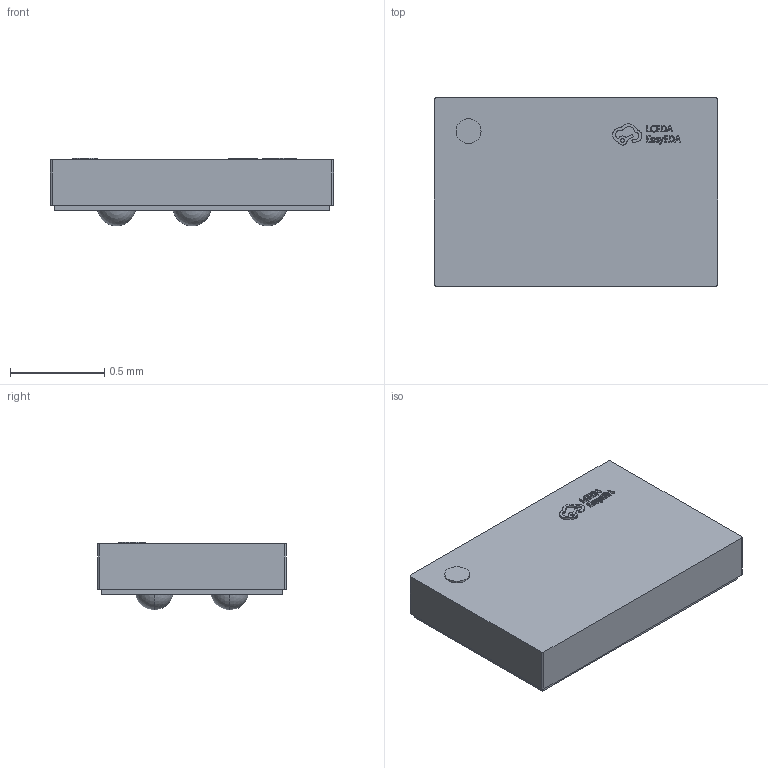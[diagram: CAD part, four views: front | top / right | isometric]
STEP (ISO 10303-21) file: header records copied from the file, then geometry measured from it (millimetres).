
FILE_DESCRIPTION (( 'STEP AP214' ), '1' );
FILE_NAME ('XFBGA-6_L1.5-W1.0-R2-C3-P0.50_BRCC064GWZ-3E2.STEP', '2023-07-01T14:44:04', ( '' ), ( '' ), 'SwSTEP 2.0', 'SolidWorks 2020', '' );
FILE_SCHEMA (( 'AUTOMOTIVE_DESIGN' ));
Length unit declared in the file: millimetre
Products named in the file (1): XFBGA-6_L1.5-W1.0-R2-C3-P0.50_BRCC064GWZ-3E2
Bounding box: 1.5 x 1 x 0.36 mm (x, y, z)
Volume: 0.4 mm3; surface area: 4.5 mm2
Topology: 1 solids, 1 shells, 254 faces, 681 edges, 456 vertices
Faces by surface type: plane 138, bspline 98, sphere 12, cylinder 6
Entity records: 11249 total; most frequent: CARTESIAN_POINT 2698, ORIENTED_EDGE 1362, DIRECTION 831, EDGE_CURVE 681, VERTEX_POINT 456, VECTOR 445, LINE 445, EDGE_LOOP 281
